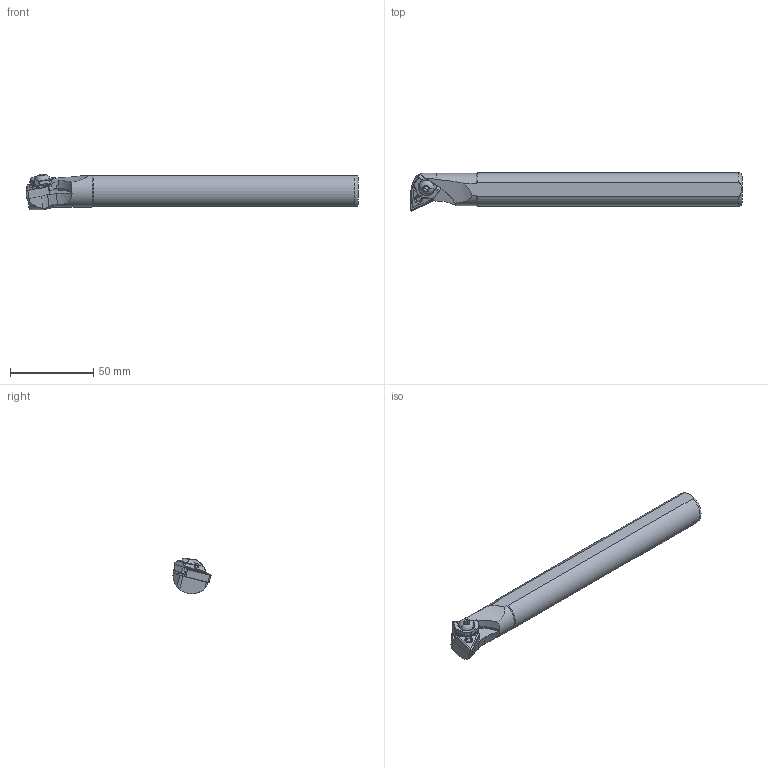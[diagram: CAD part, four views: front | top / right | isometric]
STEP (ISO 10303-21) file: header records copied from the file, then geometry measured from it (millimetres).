
FILE_DESCRIPTION (( 'STEP AP214' ), '1' );
FILE_NAME ('S20R-MTUNR-16-LIGHT.STP', '2023-10-19T08:58:42', ( '' ), ( '' ), 'SwSTEP 2.0', 'SolidWorks 2018', '' );
FILE_SCHEMA (( 'AUTOMOTIVE_DESIGN' ));
Length unit declared in the file: millimetre
Products named in the file (1): S20R-MTUNR-16-LIGHT
Bounding box: 200 x 22.99 x 21.48 mm (x, y, z)
Volume: 58407.4 mm3; surface area: 13908.6 mm2
Topology: 2 solids, 2 shells, 243 faces, 620 edges, 381 vertices
Faces by surface type: plane 100, cylinder 73, cone 39, bspline 17, torus 14
Entity records: 10564 total; most frequent: CARTESIAN_POINT 4677, ORIENTED_EDGE 1236, DIRECTION 1061, EDGE_CURVE 618, VERTEX_POINT 381, AXIS2_PLACEMENT_3D 380, VECTOR 301, LINE 301
